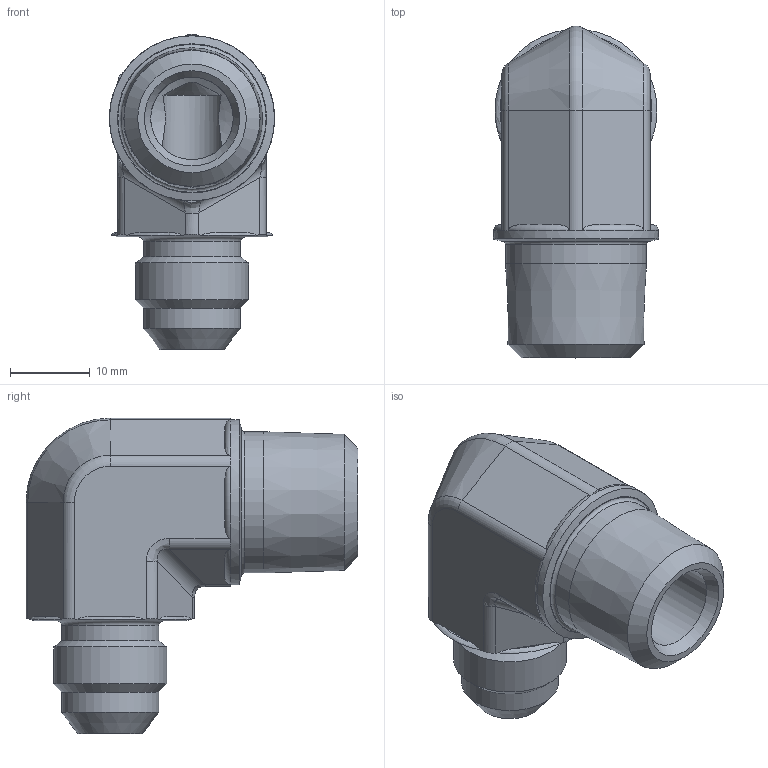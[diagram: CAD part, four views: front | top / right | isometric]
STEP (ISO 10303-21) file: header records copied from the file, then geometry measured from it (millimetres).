
FILE_DESCRIPTION((''),'2;1');
FILE_NAME('6-6_CTX.stp','2012-04-30T13:50:51',('ng28170'),(''),'Autodesk Inventor 2011','Autodesk Inventor 2011','');
FILE_SCHEMA(('AUTOMOTIVE_DESIGN { 1 2 10303 214 0 1 1 1 }'));
Length unit declared in the file: inch
Products named in the file (1): CTX
Bounding box: 20.65 x 41.52 x 39.49 mm (x, y, z)
Volume: 10413 mm3; surface area: 5372.8 mm2
Topology: 1 solids, 1 shells, 106 faces, 262 edges, 162 vertices
Faces by surface type: plane 47, cylinder 26, torus 18, cone 12, bspline 3
Full cylindrical faces by diameter (mm): 7.544 x1, 10.312 x1, 12.116 x1, 12.141 x1, 14.141 x1, 17.648 x1, 20.65 x1
Entity records: 3315 total; most frequent: CARTESIAN_POINT 935, DIRECTION 484, ORIENTED_EDGE 476, EDGE_CURVE 238, AXIS2_PLACEMENT_3D 196, VERTEX_POINT 156, EDGE_LOOP 130, FACE_OUTER_BOUND 106
